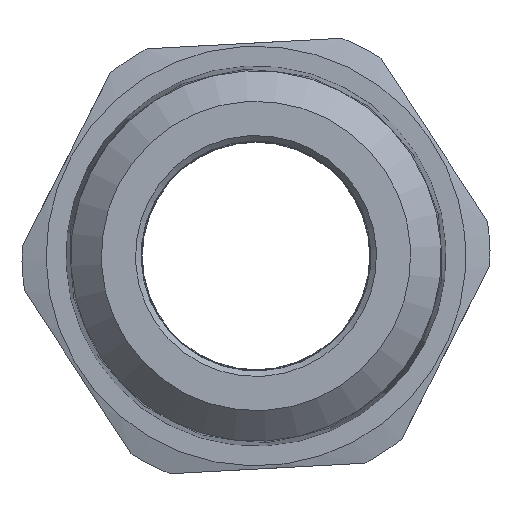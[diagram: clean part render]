
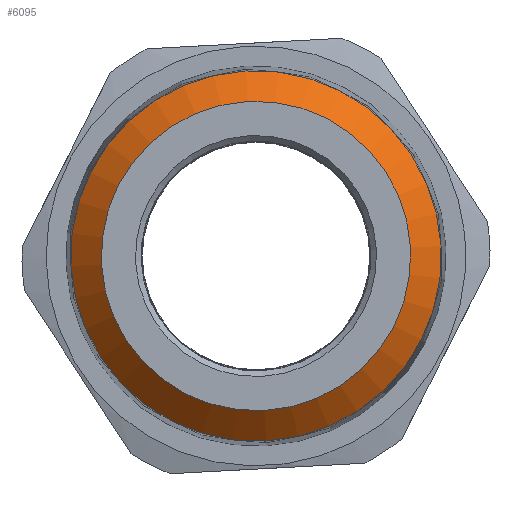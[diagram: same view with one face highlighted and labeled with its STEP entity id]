
A CAD part, left-side view. The second image highlights one B-rep face of the part: STEP entity #6095.
In plain terms, the highlighted conical face has half-angle 46.78 degrees and reference radius 13.671 mm.
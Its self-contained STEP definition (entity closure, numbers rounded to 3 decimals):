
#52 = AXIS2_PLACEMENT_3D ( 'NONE', #350, #2726, #1756 ) ;
#74 = DIRECTION ( 'NONE',  ( 0., -0.054, -0.999 ) ) ;
#307 = AXIS2_PLACEMENT_3D ( 'NONE', #3421, #507, #74 ) ;
#350 = CARTESIAN_POINT ( 'NONE',  ( -9.3, -7.84, -2.151 ) ) ;
#353 = CIRCLE ( 'NONE', #307, 13.671 ) ;
#368 = CONICAL_SURFACE ( 'NONE', #52, 13.671, 0.816 ) ;
#507 = DIRECTION ( 'NONE',  ( -1., 0., 0. ) ) ;
#528 = DIRECTION ( 'NONE',  ( 1., 0., 0. ) ) ;
#536 = EDGE_LOOP ( 'NONE', ( #4628 ) ) ;
#842 = AXIS2_PLACEMENT_3D ( 'NONE', #4805, #528, #1035 ) ;
#1035 = DIRECTION ( 'NONE',  ( 0., -0.054, -0.999 ) ) ;
#1293 = CIRCLE ( 'NONE', #842, 16.372 ) ;
#1756 = DIRECTION ( 'NONE',  ( 0., -0.054, -0.999 ) ) ;
#1811 = VERTEX_POINT ( 'NONE', #4389 ) ;
#1955 = CARTESIAN_POINT ( 'NONE',  ( -9.3, -8.578, -15.801 ) ) ;
#2726 = DIRECTION ( 'NONE',  ( 1., 0., 0. ) ) ;
#3405 = EDGE_CURVE ( 'NONE', #1811, #1811, #1293, .T. ) ;
#3421 = CARTESIAN_POINT ( 'NONE',  ( -9.3, -7.84, -2.151 ) ) ;
#3622 = ORIENTED_EDGE ( 'NONE', *, *, #3405, .F. ) ;
#3776 = VERTEX_POINT ( 'NONE', #1955 ) ;
#4389 = CARTESIAN_POINT ( 'NONE',  ( -6.761, -8.724, -18.499 ) ) ;
#4628 = ORIENTED_EDGE ( 'NONE', *, *, #5080, .F. ) ;
#4805 = CARTESIAN_POINT ( 'NONE',  ( -6.761, -7.84, -2.151 ) ) ;
#5043 = FACE_OUTER_BOUND ( 'NONE', #5166, .T. ) ;
#5080 = EDGE_CURVE ( 'NONE', #3776, #3776, #353, .T. ) ;
#5166 = EDGE_LOOP ( 'NONE', ( #3622 ) ) ;
#6095 = ADVANCED_FACE ( 'NONE', ( #5043, #6144 ), #368, .T. ) ;
#6144 = FACE_BOUND ( 'NONE', #536, .T. ) ;
